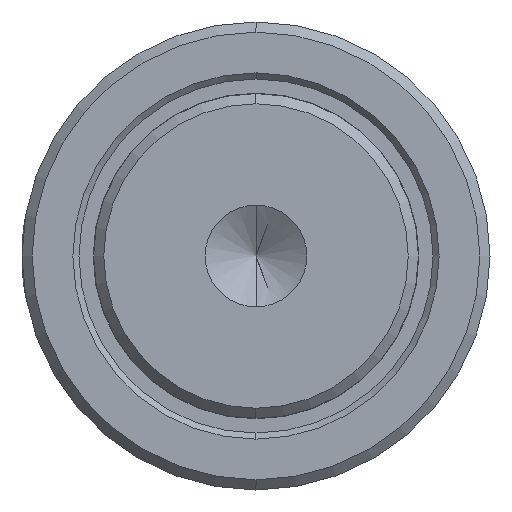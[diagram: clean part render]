
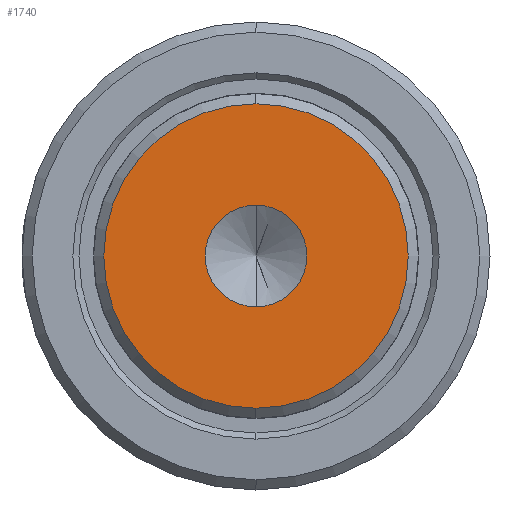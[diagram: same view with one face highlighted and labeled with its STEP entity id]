
A CAD part, left-side view. The second image highlights one B-rep face of the part: STEP entity #1740.
In plain terms, the highlighted planar face has unit normal (-1, 0, 0).
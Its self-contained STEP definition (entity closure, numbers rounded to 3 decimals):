
#18 = CARTESIAN_POINT ( 'NONE',  ( 0., 0., 0. ) ) ;
#44 = VERTEX_POINT ( 'NONE', #1761 ) ;
#66 = DIRECTION ( 'NONE',  ( -1., 0., 0. ) ) ;
#85 = CARTESIAN_POINT ( 'NONE',  ( 0., 0., 0. ) ) ;
#120 = AXIS2_PLACEMENT_3D ( 'NONE', #85, #66, #277 ) ;
#170 = DIRECTION ( 'NONE',  ( 0., 0., 1. ) ) ;
#220 = ORIENTED_EDGE ( 'NONE', *, *, #1723, .T. ) ;
#260 = FACE_BOUND ( 'NONE', #274, .T. ) ;
#267 = ORIENTED_EDGE ( 'NONE', *, *, #278, .T. ) ;
#274 = EDGE_LOOP ( 'NONE', ( #340, #427 ) ) ;
#277 = DIRECTION ( 'NONE',  ( 0., 0., 1. ) ) ;
#278 = EDGE_CURVE ( 'NONE', #1597, #1376, #596, .T. ) ;
#313 = CARTESIAN_POINT ( 'NONE',  ( 0., 0., -2.5 ) ) ;
#340 = ORIENTED_EDGE ( 'NONE', *, *, #548, .F. ) ;
#355 = AXIS2_PLACEMENT_3D ( 'NONE', #18, #1034, #170 ) ;
#426 = VERTEX_POINT ( 'NONE', #313 ) ;
#427 = ORIENTED_EDGE ( 'NONE', *, *, #435, .F. ) ;
#435 = EDGE_CURVE ( 'NONE', #426, #44, #1041, .T. ) ;
#438 = CARTESIAN_POINT ( 'NONE',  ( 0., 0., -7.48 ) ) ;
#469 = AXIS2_PLACEMENT_3D ( 'NONE', #1604, #1592, #1586 ) ;
#490 = DIRECTION ( 'NONE',  ( -1., 0., 0. ) ) ;
#548 = EDGE_CURVE ( 'NONE', #44, #426, #860, .T. ) ;
#596 = CIRCLE ( 'NONE', #469, 7.48 ) ;
#736 = AXIS2_PLACEMENT_3D ( 'NONE', #1471, #1760, #907 ) ;
#827 = CARTESIAN_POINT ( 'NONE',  ( 0., 0., 7.48 ) ) ;
#860 = CIRCLE ( 'NONE', #998, 2.5 ) ;
#907 = DIRECTION ( 'NONE',  ( 0., 0., 1. ) ) ;
#998 = AXIS2_PLACEMENT_3D ( 'NONE', #1345, #490, #1488 ) ;
#1020 = FACE_OUTER_BOUND ( 'NONE', #1196, .T. ) ;
#1034 = DIRECTION ( 'NONE',  ( -1., 0., 0. ) ) ;
#1041 = CIRCLE ( 'NONE', #120, 2.5 ) ;
#1184 = PLANE ( 'NONE',  #736 ) ;
#1196 = EDGE_LOOP ( 'NONE', ( #220, #267 ) ) ;
#1345 = CARTESIAN_POINT ( 'NONE',  ( 0., 0., 0. ) ) ;
#1376 = VERTEX_POINT ( 'NONE', #438 ) ;
#1405 = CIRCLE ( 'NONE', #355, 7.48 ) ;
#1471 = CARTESIAN_POINT ( 'NONE',  ( 0., 0., 0. ) ) ;
#1488 = DIRECTION ( 'NONE',  ( 0., 0., 1. ) ) ;
#1586 = DIRECTION ( 'NONE',  ( 0., 0., 1. ) ) ;
#1592 = DIRECTION ( 'NONE',  ( -1., 0., 0. ) ) ;
#1597 = VERTEX_POINT ( 'NONE', #827 ) ;
#1604 = CARTESIAN_POINT ( 'NONE',  ( 0., 0., 0. ) ) ;
#1723 = EDGE_CURVE ( 'NONE', #1376, #1597, #1405, .T. ) ;
#1740 = ADVANCED_FACE ( 'NONE', ( #1020, #260 ), #1184, .T. ) ;
#1760 = DIRECTION ( 'NONE',  ( -1., 0., 0. ) ) ;
#1761 = CARTESIAN_POINT ( 'NONE',  ( 0., 0., 2.5 ) ) ;
